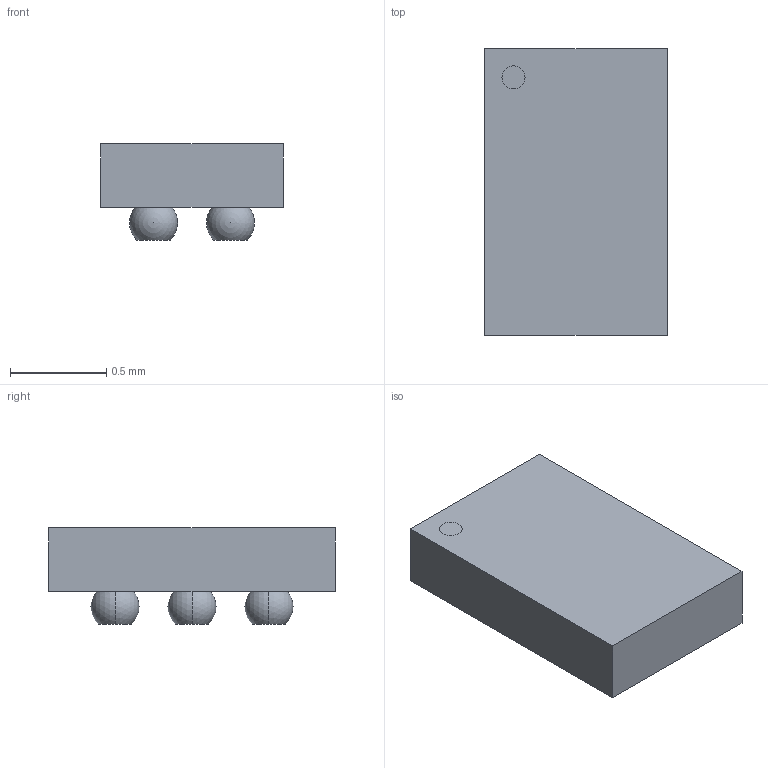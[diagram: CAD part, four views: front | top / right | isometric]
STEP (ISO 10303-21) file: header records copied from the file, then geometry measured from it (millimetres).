
FILE_DESCRIPTION (( 'STEP AP214' ), '1' );
FILE_NAME ('D55B0D67-5559-4C6A-BB9D-4F79D474A90D.STEP', '2025-07-07T08:20:23', ( '' ), ( '' ), 'SwSTEP 2.0', 'SolidWorks 2022', '' );
FILE_SCHEMA (( 'AUTOMOTIVE_DESIGN' ));
Length unit declared in the file: millimetre
Products named in the file (1): D55B0D67-5559-4C6A-BB9D-4F79D474A90D
Bounding box: 0.95 x 1.49 x 0.5 mm (x, y, z)
Volume: 0.5 mm3; surface area: 5.6 mm2
Topology: 8 solids, 8 shells, 37 faces, 90 edges, 58 vertices
Faces by surface type: plane 21, sphere 12, cylinder 4
Entity records: 1008 total; most frequent: DIRECTION 180, CARTESIAN_POINT 138, ORIENTED_EDGE 120, AXIS2_PLACEMENT_3D 82, EDGE_CURVE 60, CIRCLE 44, VERTEX_POINT 40, EDGE_LOOP 38
